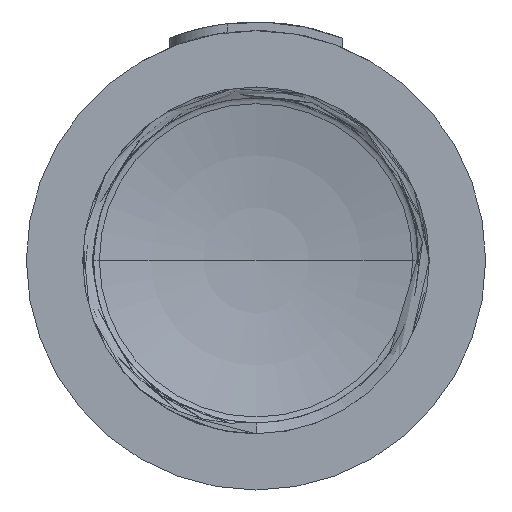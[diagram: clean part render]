
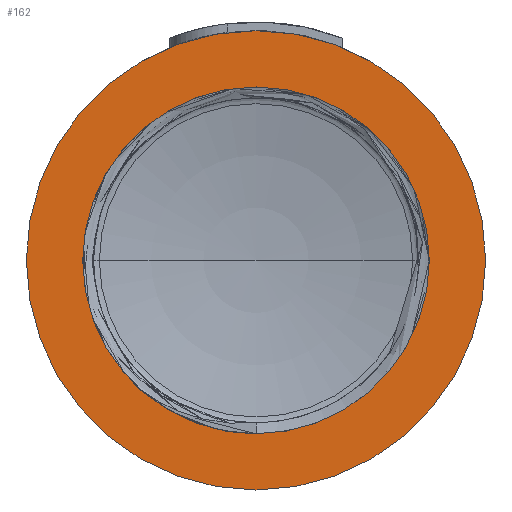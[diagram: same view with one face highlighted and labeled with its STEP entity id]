
A CAD part, front view. The second image highlights one B-rep face of the part: STEP entity #162.
In plain terms, the highlighted planar face has unit normal (0, -1, 0).
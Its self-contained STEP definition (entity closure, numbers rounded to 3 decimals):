
#162=ADVANCED_FACE('',(#330,#331),#332,.F.);
#330=FACE_BOUND('',#2161,.T.);
#331=FACE_OUTER_BOUND('',#2162,.T.);
#332=PLANE('',#2163);
#2161=EDGE_LOOP('',(#2809,#2810));
#2162=EDGE_LOOP('',(#2811,#2812));
#2163=AXIS2_PLACEMENT_3D('',#2813,#2814,#2815);
#2809=ORIENTED_EDGE('',*,*,#3059,.F.);
#2810=ORIENTED_EDGE('',*,*,#2865,.F.);
#2811=ORIENTED_EDGE('',*,*,#2996,.T.);
#2812=ORIENTED_EDGE('',*,*,#2871,.T.);
#2813=CARTESIAN_POINT('',(0.,0.,-5.3));
#2814=DIRECTION('',(0.0,1.0,0.0));
#2815=DIRECTION('',(-1.0,0.0,0.));
#2865=EDGE_CURVE('',#3089,#3086,#3091,.T.);
#2871=EDGE_CURVE('',#3102,#3100,#3103,.T.);
#2996=EDGE_CURVE('',#3100,#3102,#3309,.T.);
#3059=EDGE_CURVE('',#3086,#3089,#3412,.T.);
#3086=VERTEX_POINT('',#4290);
#3089=VERTEX_POINT('',#4294);
#3091=CIRCLE('',#4297,4.0);
#3100=VERTEX_POINT('',#4306);
#3102=VERTEX_POINT('',#4309);
#3103=CIRCLE('',#4310,5.3);
#3309=CIRCLE('',#4578,5.3);
#3412=CIRCLE('',#4728,4.0);
#4290=CARTESIAN_POINT('',(4.0,0.0,0.));
#4294=CARTESIAN_POINT('',(-4.0,0.0,0.));
#4297=AXIS2_PLACEMENT_3D('',#4747,#4748,#4749);
#4306=CARTESIAN_POINT('',(5.3,0.,0.));
#4309=CARTESIAN_POINT('',(-5.3,0.,0.));
#4310=AXIS2_PLACEMENT_3D('',#4763,#4764,#4765);
#4578=AXIS2_PLACEMENT_3D('',#5039,#5040,#5041);
#4728=AXIS2_PLACEMENT_3D('',#5153,#5154,#5155);
#4747=CARTESIAN_POINT('',(0.0,0.0,0.0));
#4748=DIRECTION('',(0.0,-1.0,0.0));
#4749=DIRECTION('',(1.0,0.0,0.));
#4763=CARTESIAN_POINT('',(0.0,0.,0.0));
#4764=DIRECTION('',(0.0,-1.0,0.0));
#4765=DIRECTION('',(1.0,0.0,0.));
#5039=CARTESIAN_POINT('',(0.0,0.,0.0));
#5040=DIRECTION('',(0.0,-1.0,0.0));
#5041=DIRECTION('',(1.0,0.0,0.));
#5153=CARTESIAN_POINT('',(0.0,0.0,0.0));
#5154=DIRECTION('',(0.0,-1.0,0.0));
#5155=DIRECTION('',(1.0,0.0,0.));
